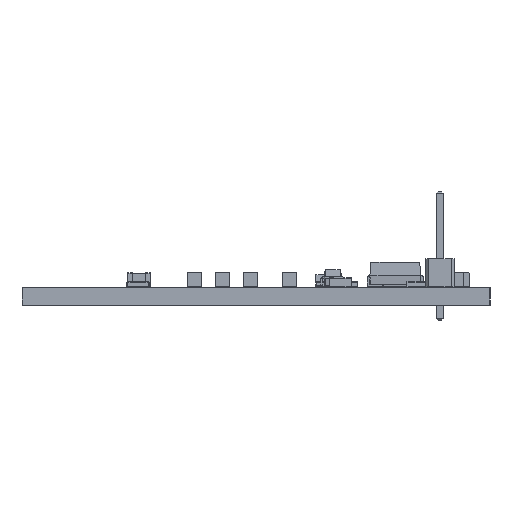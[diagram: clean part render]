
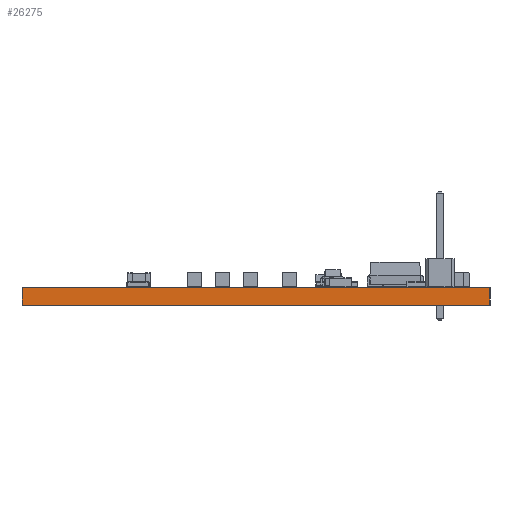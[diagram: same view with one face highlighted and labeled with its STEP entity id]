
A CAD part, left-side view. The second image highlights one B-rep face of the part: STEP entity #26275.
In plain terms, the highlighted planar face has unit normal (-1, 0, 0).
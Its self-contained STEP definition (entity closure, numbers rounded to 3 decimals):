
#26094 = PLANE('',#26095);
#26095 = AXIS2_PLACEMENT_3D('',#26096,#26097,#26098);
#26096 = CARTESIAN_POINT('',(194.,-123.5,0.));
#26097 = DIRECTION('',(0.,-1.,0.));
#26098 = DIRECTION('',(-1.,0.,0.));
#26119 = VERTEX_POINT('',#26120);
#26120 = CARTESIAN_POINT('',(129.,-123.5,1.6));
#26134 = PLANE('',#26135);
#26135 = AXIS2_PLACEMENT_3D('',#26136,#26137,#26138);
#26136 = CARTESIAN_POINT('',(161.5,-102.5,1.6));
#26137 = DIRECTION('',(-0.,-0.,-1.));
#26138 = DIRECTION('',(-1.,0.,0.));
#26146 = EDGE_CURVE('',#26147,#26119,#26149,.T.);
#26147 = VERTEX_POINT('',#26148);
#26148 = CARTESIAN_POINT('',(129.,-123.5,0.));
#26149 = SURFACE_CURVE('',#26150,(#26154,#26161),.PCURVE_S1.);
#26150 = LINE('',#26151,#26152);
#26151 = CARTESIAN_POINT('',(129.,-123.5,0.));
#26152 = VECTOR('',#26153,1.);
#26153 = DIRECTION('',(0.,0.,1.));
#26154 = PCURVE('',#26094,#26155);
#26155 = DEFINITIONAL_REPRESENTATION('',(#26156),#26160);
#26156 = LINE('',#26157,#26158);
#26157 = CARTESIAN_POINT('',(65.,0.));
#26158 = VECTOR('',#26159,1.);
#26159 = DIRECTION('',(0.,-1.));
#26160 = ( GEOMETRIC_REPRESENTATION_CONTEXT(2) 
PARAMETRIC_REPRESENTATION_CONTEXT() REPRESENTATION_CONTEXT('2D SPACE',''
  ) );
#26161 = PCURVE('',#26162,#26167);
#26162 = PLANE('',#26163);
#26163 = AXIS2_PLACEMENT_3D('',#26164,#26165,#26166);
#26164 = CARTESIAN_POINT('',(129.,-123.5,0.));
#26165 = DIRECTION('',(-1.,0.,0.));
#26166 = DIRECTION('',(0.,1.,0.));
#26167 = DEFINITIONAL_REPRESENTATION('',(#26168),#26172);
#26168 = LINE('',#26169,#26170);
#26169 = CARTESIAN_POINT('',(0.,0.));
#26170 = VECTOR('',#26171,1.);
#26171 = DIRECTION('',(0.,-1.));
#26172 = ( GEOMETRIC_REPRESENTATION_CONTEXT(2) 
PARAMETRIC_REPRESENTATION_CONTEXT() REPRESENTATION_CONTEXT('2D SPACE',''
  ) );
#26188 = PLANE('',#26189);
#26189 = AXIS2_PLACEMENT_3D('',#26190,#26191,#26192);
#26190 = CARTESIAN_POINT('',(161.5,-102.5,0.));
#26191 = DIRECTION('',(-0.,-0.,-1.));
#26192 = DIRECTION('',(-1.,0.,0.));
#26221 = PLANE('',#26222);
#26222 = AXIS2_PLACEMENT_3D('',#26223,#26224,#26225);
#26223 = CARTESIAN_POINT('',(129.,-81.5,0.));
#26224 = DIRECTION('',(0.,1.,0.));
#26225 = DIRECTION('',(1.,0.,0.));
#26275 = ADVANCED_FACE('',(#26276),#26162,.T.);
#26276 = FACE_BOUND('',#26277,.T.);
#26277 = EDGE_LOOP('',(#26278,#26279,#26302,#26325));
#26278 = ORIENTED_EDGE('',*,*,#26146,.T.);
#26279 = ORIENTED_EDGE('',*,*,#26280,.T.);
#26280 = EDGE_CURVE('',#26119,#26281,#26283,.T.);
#26281 = VERTEX_POINT('',#26282);
#26282 = CARTESIAN_POINT('',(129.,-81.5,1.6));
#26283 = SURFACE_CURVE('',#26284,(#26288,#26295),.PCURVE_S1.);
#26284 = LINE('',#26285,#26286);
#26285 = CARTESIAN_POINT('',(129.,-123.5,1.6));
#26286 = VECTOR('',#26287,1.);
#26287 = DIRECTION('',(0.,1.,0.));
#26288 = PCURVE('',#26162,#26289);
#26289 = DEFINITIONAL_REPRESENTATION('',(#26290),#26294);
#26290 = LINE('',#26291,#26292);
#26291 = CARTESIAN_POINT('',(0.,-1.6));
#26292 = VECTOR('',#26293,1.);
#26293 = DIRECTION('',(1.,0.));
#26294 = ( GEOMETRIC_REPRESENTATION_CONTEXT(2) 
PARAMETRIC_REPRESENTATION_CONTEXT() REPRESENTATION_CONTEXT('2D SPACE',''
  ) );
#26295 = PCURVE('',#26134,#26296);
#26296 = DEFINITIONAL_REPRESENTATION('',(#26297),#26301);
#26297 = LINE('',#26298,#26299);
#26298 = CARTESIAN_POINT('',(32.5,-21.));
#26299 = VECTOR('',#26300,1.);
#26300 = DIRECTION('',(0.,1.));
#26301 = ( GEOMETRIC_REPRESENTATION_CONTEXT(2) 
PARAMETRIC_REPRESENTATION_CONTEXT() REPRESENTATION_CONTEXT('2D SPACE',''
  ) );
#26302 = ORIENTED_EDGE('',*,*,#26303,.F.);
#26303 = EDGE_CURVE('',#26304,#26281,#26306,.T.);
#26304 = VERTEX_POINT('',#26305);
#26305 = CARTESIAN_POINT('',(129.,-81.5,0.));
#26306 = SURFACE_CURVE('',#26307,(#26311,#26318),.PCURVE_S1.);
#26307 = LINE('',#26308,#26309);
#26308 = CARTESIAN_POINT('',(129.,-81.5,0.));
#26309 = VECTOR('',#26310,1.);
#26310 = DIRECTION('',(0.,0.,1.));
#26311 = PCURVE('',#26162,#26312);
#26312 = DEFINITIONAL_REPRESENTATION('',(#26313),#26317);
#26313 = LINE('',#26314,#26315);
#26314 = CARTESIAN_POINT('',(42.,0.));
#26315 = VECTOR('',#26316,1.);
#26316 = DIRECTION('',(0.,-1.));
#26317 = ( GEOMETRIC_REPRESENTATION_CONTEXT(2) 
PARAMETRIC_REPRESENTATION_CONTEXT() REPRESENTATION_CONTEXT('2D SPACE',''
  ) );
#26318 = PCURVE('',#26221,#26319);
#26319 = DEFINITIONAL_REPRESENTATION('',(#26320),#26324);
#26320 = LINE('',#26321,#26322);
#26321 = CARTESIAN_POINT('',(0.,0.));
#26322 = VECTOR('',#26323,1.);
#26323 = DIRECTION('',(0.,-1.));
#26324 = ( GEOMETRIC_REPRESENTATION_CONTEXT(2) 
PARAMETRIC_REPRESENTATION_CONTEXT() REPRESENTATION_CONTEXT('2D SPACE',''
  ) );
#26325 = ORIENTED_EDGE('',*,*,#26326,.F.);
#26326 = EDGE_CURVE('',#26147,#26304,#26327,.T.);
#26327 = SURFACE_CURVE('',#26328,(#26332,#26339),.PCURVE_S1.);
#26328 = LINE('',#26329,#26330);
#26329 = CARTESIAN_POINT('',(129.,-123.5,0.));
#26330 = VECTOR('',#26331,1.);
#26331 = DIRECTION('',(0.,1.,0.));
#26332 = PCURVE('',#26162,#26333);
#26333 = DEFINITIONAL_REPRESENTATION('',(#26334),#26338);
#26334 = LINE('',#26335,#26336);
#26335 = CARTESIAN_POINT('',(0.,0.));
#26336 = VECTOR('',#26337,1.);
#26337 = DIRECTION('',(1.,0.));
#26338 = ( GEOMETRIC_REPRESENTATION_CONTEXT(2) 
PARAMETRIC_REPRESENTATION_CONTEXT() REPRESENTATION_CONTEXT('2D SPACE',''
  ) );
#26339 = PCURVE('',#26188,#26340);
#26340 = DEFINITIONAL_REPRESENTATION('',(#26341),#26345);
#26341 = LINE('',#26342,#26343);
#26342 = CARTESIAN_POINT('',(32.5,-21.));
#26343 = VECTOR('',#26344,1.);
#26344 = DIRECTION('',(0.,1.));
#26345 = ( GEOMETRIC_REPRESENTATION_CONTEXT(2) 
PARAMETRIC_REPRESENTATION_CONTEXT() REPRESENTATION_CONTEXT('2D SPACE',''
  ) );
